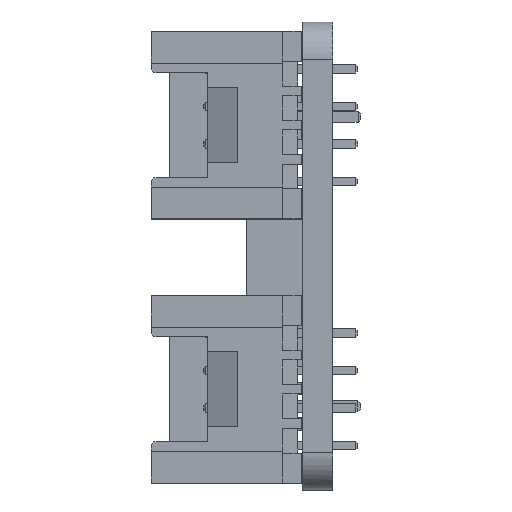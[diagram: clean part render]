
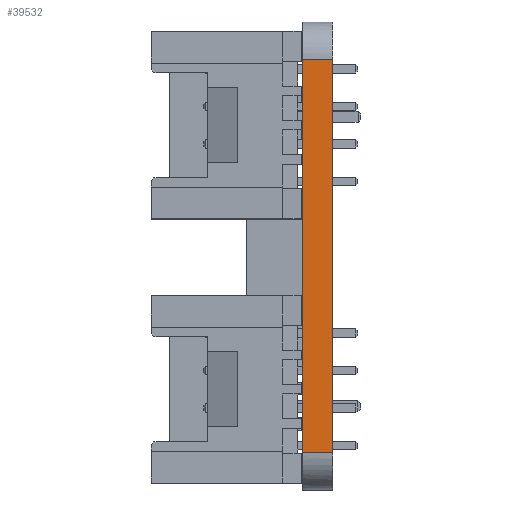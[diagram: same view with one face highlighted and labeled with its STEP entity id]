
A CAD part, left-side view. The second image highlights one B-rep face of the part: STEP entity #39532.
In plain terms, the highlighted free-form (B-spline) face has degree [1, 1] with [2, 2] control points.
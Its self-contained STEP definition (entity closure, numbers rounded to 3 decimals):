
#36218 = VERTEX_POINT('',#36219);
#36219 = CARTESIAN_POINT('',(-50.942,1.796,
    -18.706));
#36225 = EDGE_CURVE('',#36218,#36226,#36228,.T.);
#36226 = VERTEX_POINT('',#36227);
#36227 = CARTESIAN_POINT('',(-50.942,1.796,
    4.802));
#36228 = B_SPLINE_CURVE_WITH_KNOTS('',1,(#36229,#36230),.UNSPECIFIED.,
  .F.,.F.,(2,2),(-20.943,0.),
  .PIECEWISE_BEZIER_KNOTS.);
#36229 = CARTESIAN_POINT('',(-50.942,1.796,
    -18.706));
#36230 = CARTESIAN_POINT('',(-50.942,1.796,
    4.802));
#39512 = VERTEX_POINT('',#39513);
#39513 = CARTESIAN_POINT('',(-50.942,0.,4.802));
#39521 = EDGE_CURVE('',#39512,#36226,#39522,.T.);
#39522 = B_SPLINE_CURVE_WITH_KNOTS('',1,(#39523,#39524),.UNSPECIFIED.,
  .F.,.F.,(2,2),(0.,1.6),.PIECEWISE_BEZIER_KNOTS.);
#39523 = CARTESIAN_POINT('',(-50.942,0.,4.802));
#39524 = CARTESIAN_POINT('',(-50.942,1.796,
    4.802));
#39532 = ADVANCED_FACE('',(#39533),#39549,.T.);
#39533 = FACE_BOUND('',#39534,.T.);
#39534 = EDGE_LOOP('',(#39535,#39542,#39543,#39544));
#39535 = ORIENTED_EDGE('',*,*,#39536,.F.);
#39536 = EDGE_CURVE('',#39512,#39537,#39539,.T.);
#39537 = VERTEX_POINT('',#39538);
#39538 = CARTESIAN_POINT('',(-50.942,0.,-18.706));
#39539 = B_SPLINE_CURVE_WITH_KNOTS('',1,(#39540,#39541),.UNSPECIFIED.,
  .F.,.F.,(2,2),(0.,20.943),.PIECEWISE_BEZIER_KNOTS.);
#39540 = CARTESIAN_POINT('',(-50.942,0.,4.802));
#39541 = CARTESIAN_POINT('',(-50.942,0.,-18.706));
#39542 = ORIENTED_EDGE('',*,*,#39521,.T.);
#39543 = ORIENTED_EDGE('',*,*,#36225,.F.);
#39544 = ORIENTED_EDGE('',*,*,#39545,.F.);
#39545 = EDGE_CURVE('',#39537,#36218,#39546,.T.);
#39546 = B_SPLINE_CURVE_WITH_KNOTS('',1,(#39547,#39548),.UNSPECIFIED.,
  .F.,.F.,(2,2),(0.,1.6),.PIECEWISE_BEZIER_KNOTS.);
#39547 = CARTESIAN_POINT('',(-50.942,0.,-18.706));
#39548 = CARTESIAN_POINT('',(-50.942,1.796,
    -18.706));
#39549 = B_SPLINE_SURFACE_WITH_KNOTS('',1,1,(
    (#39550,#39551)
    ,(#39552,#39553
    )),.UNSPECIFIED.,.F.,.F.,.F.,(2,2),(2,2),(0.,20.943),(0.,
    1.6),.PIECEWISE_BEZIER_KNOTS.);
#39550 = CARTESIAN_POINT('',(-50.942,0.,-18.706));
#39551 = CARTESIAN_POINT('',(-50.942,1.796,
    -18.706));
#39552 = CARTESIAN_POINT('',(-50.942,0.,4.802));
#39553 = CARTESIAN_POINT('',(-50.942,1.796,
    4.802));
